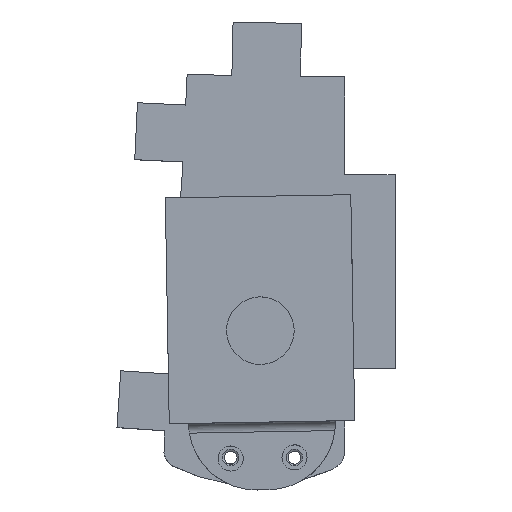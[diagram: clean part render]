
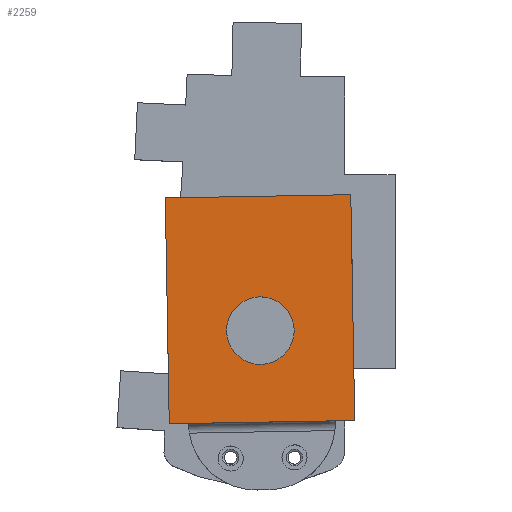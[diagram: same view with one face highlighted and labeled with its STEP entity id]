
A CAD part, top view. The second image highlights one B-rep face of the part: STEP entity #2259.
In plain terms, the highlighted face is planar.
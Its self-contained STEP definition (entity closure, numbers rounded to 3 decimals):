
#142=FACE_BOUND('',#451,.T.);
#207=PLANE('',#2504);
#312=FACE_OUTER_BOUND('',#450,.T.);
#450=EDGE_LOOP('',(#2114,#2115,#2116,#2117));
#451=EDGE_LOOP('',(#2118,#2119));
#626=LINE('',#3696,#839);
#642=LINE('',#3731,#855);
#682=LINE('',#3856,#895);
#683=LINE('',#3858,#896);
#839=VECTOR('',#2988,10.);
#855=VECTOR('',#3014,10.);
#895=VECTOR('',#3122,10.);
#896=VECTOR('',#3125,10.);
#974=CIRCLE('',#2489,3.5);
#975=CIRCLE('',#2490,3.5);
#1140=VERTEX_POINT('',#3692);
#1141=VERTEX_POINT('',#3694);
#1154=VERTEX_POINT('',#3729);
#1155=VERTEX_POINT('',#3730);
#1176=VERTEX_POINT('',#3812);
#1177=VERTEX_POINT('',#3813);
#1425=EDGE_CURVE('',#1141,#1140,#626,.T.);
#1441=EDGE_CURVE('',#1154,#1155,#642,.T.);
#1474=EDGE_CURVE('',#1176,#1177,#974,.T.);
#1475=EDGE_CURVE('',#1177,#1176,#975,.T.);
#1496=EDGE_CURVE('',#1141,#1155,#682,.T.);
#1497=EDGE_CURVE('',#1154,#1140,#683,.T.);
#2114=ORIENTED_EDGE('',*,*,#1497,.T.);
#2115=ORIENTED_EDGE('',*,*,#1425,.F.);
#2116=ORIENTED_EDGE('',*,*,#1496,.T.);
#2117=ORIENTED_EDGE('',*,*,#1441,.F.);
#2118=ORIENTED_EDGE('',*,*,#1474,.T.);
#2119=ORIENTED_EDGE('',*,*,#1475,.T.);
#2259=ADVANCED_FACE('',(#312,#142),#207,.T.);
#2489=AXIS2_PLACEMENT_3D('',#3814,#3075,#3076);
#2490=AXIS2_PLACEMENT_3D('',#3815,#3077,#3078);
#2504=AXIS2_PLACEMENT_3D('',#3859,#3126,#3127);
#2988=DIRECTION('',(1.,0.,0.));
#3014=DIRECTION('',(-1.,0.,0.));
#3075=DIRECTION('center_axis',(0.,-1.,0.));
#3076=DIRECTION('ref_axis',(1.,0.,0.));
#3077=DIRECTION('center_axis',(0.,-1.,0.));
#3078=DIRECTION('ref_axis',(1.,0.,0.));
#3122=DIRECTION('',(0.,0.,1.));
#3125=DIRECTION('',(0.,0.,-1.));
#3126=DIRECTION('center_axis',(0.,1.,0.));
#3127=DIRECTION('ref_axis',(1.,0.,0.));
#3692=CARTESIAN_POINT('',(20.6,8.9,-17.2));
#3694=CARTESIAN_POINT('',(-2.772,8.9,-17.2));
#3696=CARTESIAN_POINT('',(-2.772,8.9,-17.2));
#3729=CARTESIAN_POINT('',(20.6,8.9,2.));
#3730=CARTESIAN_POINT('',(-2.772,8.9,2.));
#3731=CARTESIAN_POINT('',(20.6,8.9,2.));
#3812=CARTESIAN_POINT('',(14.628,8.9,-7.6));
#3813=CARTESIAN_POINT('',(7.628,8.9,-7.6));
#3814=CARTESIAN_POINT('Origin',(11.128,8.9,-7.6));
#3815=CARTESIAN_POINT('Origin',(11.128,8.9,-7.6));
#3856=CARTESIAN_POINT('',(-2.772,8.9,0.));
#3858=CARTESIAN_POINT('',(20.6,8.9,0.));
#3859=CARTESIAN_POINT('Origin',(-2.772,8.9,0.));
